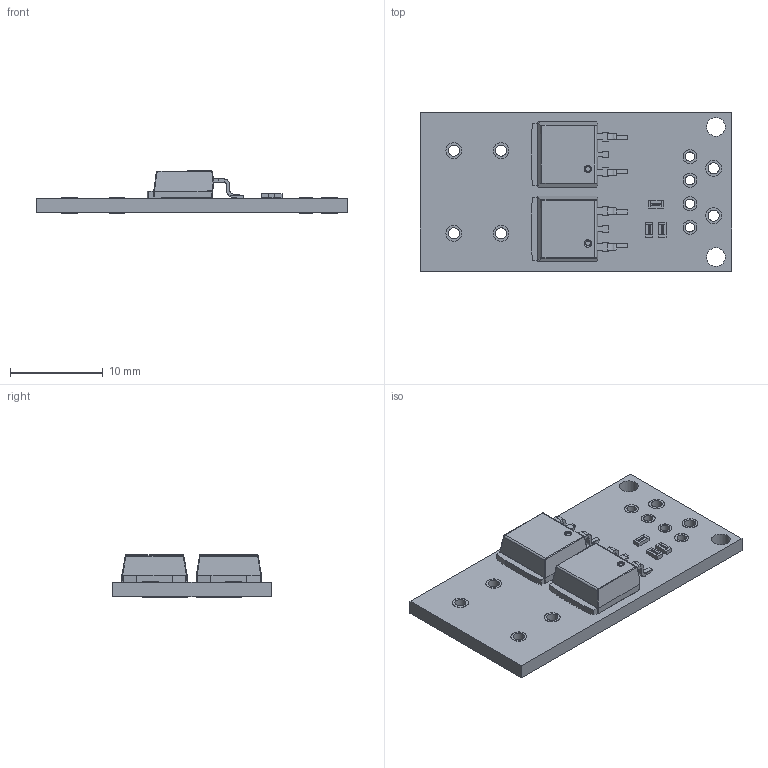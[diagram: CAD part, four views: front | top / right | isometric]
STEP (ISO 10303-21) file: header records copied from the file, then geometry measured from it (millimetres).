
FILE_DESCRIPTION(('FreeCAD Model'),'2;1');
FILE_NAME('Open CASCADE Shape Model','2025-07-27T20:22:51',('Author'),( ''),'Open CASCADE STEP processor 7.8','FreeCAD','Unknown');
FILE_SCHEMA(('AUTOMOTIVE_DESIGN { 1 0 10303 214 1 1 1 1 }'));
Length unit declared in the file: millimetre
Products named in the file (11): PWM Mosfet Modul 400W v6; Components; r-smd-0603; MOS005; MOS; MOS001; MOS002; MOS003; MOS004; MOS011; SOLID
Assembly tree (17 placements, depth 4):
  PWM Mosfet Modul 400W v6
    Components
      r-smd-0603  x3
      MOS005
        MOS
        MOS001
        MOS002
        MOS003
        MOS004
      MOS011
        MOS
        MOS001
        MOS002
        MOS003
        MOS004
    SOLID
Bounding box: 33.5 x 17 x 4.55 mm (x, y, z)
Volume: 1150.4 mm3; surface area: 1914.8 mm2
Topology: 14 solids, 14 shells, 1250 faces, 3373 edges, 2214 vertices
Faces by surface type: plane 1060, bspline 94, cylinder 76, sphere 20
Full cylindrical faces by diameter (mm): 1 x4, 1.2 x6, 1.5 x8, 1.7 x12, 2 x2
Entity records: 19634 total; most frequent: CARTESIAN_POINT 4495, ORIENTED_EDGE 2752, DIRECTION 2396, EDGE_CURVE 1376, LINE 1160, VECTOR 1160, VERTEX_POINT 900, AXIS2_PLACEMENT_3D 618
